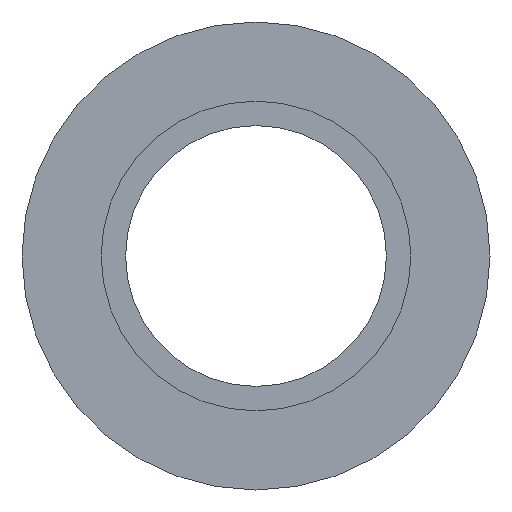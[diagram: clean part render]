
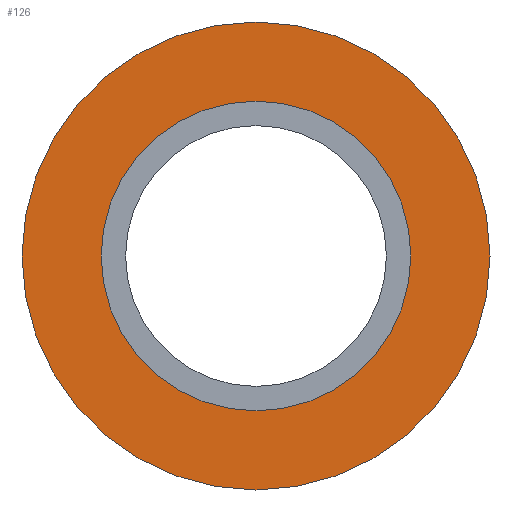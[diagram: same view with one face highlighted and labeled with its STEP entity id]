
A CAD part, left-side view. The second image highlights one B-rep face of the part: STEP entity #126.
In plain terms, the highlighted planar face has unit normal (-1, 0, 0).
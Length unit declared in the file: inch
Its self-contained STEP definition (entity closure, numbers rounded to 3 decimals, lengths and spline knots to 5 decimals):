
#1 = EDGE_CURVE ( 'NONE', #285, #422, #391, .T. ) ;
#7 = AXIS2_PLACEMENT_3D ( 'NONE', #320, #328, #323 ) ;
#11 = CARTESIAN_POINT ( 'NONE',  ( 0., 0., -0.785 ) ) ;
#12 = CARTESIAN_POINT ( 'NONE',  ( 0., 0., 0. ) ) ;
#22 = EDGE_CURVE ( 'NONE', #341, #174, #166, .T. ) ;
#39 = DIRECTION ( 'NONE',  ( 0., 0., 1. ) ) ;
#54 = ORIENTED_EDGE ( 'NONE', *, *, #1, .T. ) ;
#59 = DIRECTION ( 'NONE',  ( -1., 0., 0. ) ) ;
#62 = EDGE_LOOP ( 'NONE', ( #54, #102 ) ) ;
#71 = DIRECTION ( 'NONE',  ( 0., 0., -1. ) ) ;
#74 = CARTESIAN_POINT ( 'NONE',  ( 0., 0., 0.785 ) ) ;
#78 = AXIS2_PLACEMENT_3D ( 'NONE', #287, #400, #71 ) ;
#102 = ORIENTED_EDGE ( 'NONE', *, *, #180, .T. ) ;
#105 = FACE_OUTER_BOUND ( 'NONE', #62, .T. ) ;
#123 = ORIENTED_EDGE ( 'NONE', *, *, #22, .F. ) ;
#126 = ADVANCED_FACE ( 'NONE', ( #366, #105 ), #134, .F. ) ;
#131 = DIRECTION ( 'NONE',  ( 0., 0., 1. ) ) ;
#133 = ORIENTED_EDGE ( 'NONE', *, *, #300, .F. ) ;
#134 = PLANE ( 'NONE',  #78 ) ;
#152 = DIRECTION ( 'NONE',  ( -1., 0., 0. ) ) ;
#166 = CIRCLE ( 'NONE', #202, 0.5195 ) ;
#174 = VERTEX_POINT ( 'NONE', #478 ) ;
#180 = EDGE_CURVE ( 'NONE', #422, #285, #219, .T. ) ;
#202 = AXIS2_PLACEMENT_3D ( 'NONE', #316, #59, #204 ) ;
#204 = DIRECTION ( 'NONE',  ( 0., 0., 1. ) ) ;
#205 = EDGE_LOOP ( 'NONE', ( #133, #123 ) ) ;
#219 = CIRCLE ( 'NONE', #7, 0.785 ) ;
#240 = DIRECTION ( 'NONE',  ( -1., 0., 0. ) ) ;
#244 = AXIS2_PLACEMENT_3D ( 'NONE', #450, #152, #39 ) ;
#274 = CIRCLE ( 'NONE', #244, 0.5195 ) ;
#285 = VERTEX_POINT ( 'NONE', #74 ) ;
#287 = CARTESIAN_POINT ( 'NONE',  ( 0., 0.5195, 0. ) ) ;
#300 = EDGE_CURVE ( 'NONE', #174, #341, #274, .T. ) ;
#316 = CARTESIAN_POINT ( 'NONE',  ( 0., 0., 0. ) ) ;
#320 = CARTESIAN_POINT ( 'NONE',  ( 0., 0., 0. ) ) ;
#323 = DIRECTION ( 'NONE',  ( 0., 0., 1. ) ) ;
#328 = DIRECTION ( 'NONE',  ( -1., 0., 0. ) ) ;
#341 = VERTEX_POINT ( 'NONE', #483 ) ;
#366 = FACE_BOUND ( 'NONE', #205, .T. ) ;
#391 = CIRCLE ( 'NONE', #417, 0.785 ) ;
#400 = DIRECTION ( 'NONE',  ( 1., 0., 0. ) ) ;
#417 = AXIS2_PLACEMENT_3D ( 'NONE', #12, #240, #131 ) ;
#422 = VERTEX_POINT ( 'NONE', #11 ) ;
#450 = CARTESIAN_POINT ( 'NONE',  ( 0., 0., 0. ) ) ;
#478 = CARTESIAN_POINT ( 'NONE',  ( 0., 0., 0.5195 ) ) ;
#483 = CARTESIAN_POINT ( 'NONE',  ( 0., 0., -0.5195 ) ) ;
